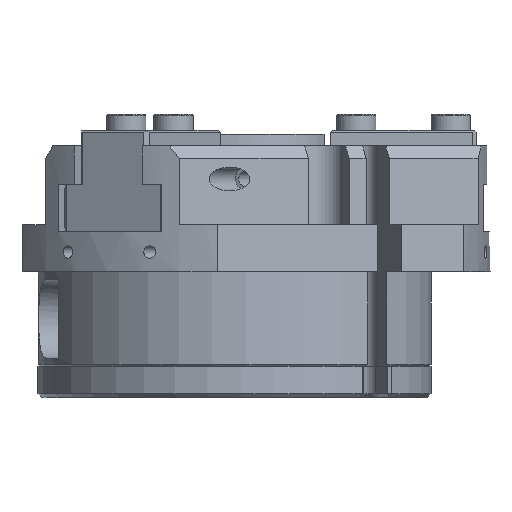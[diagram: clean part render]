
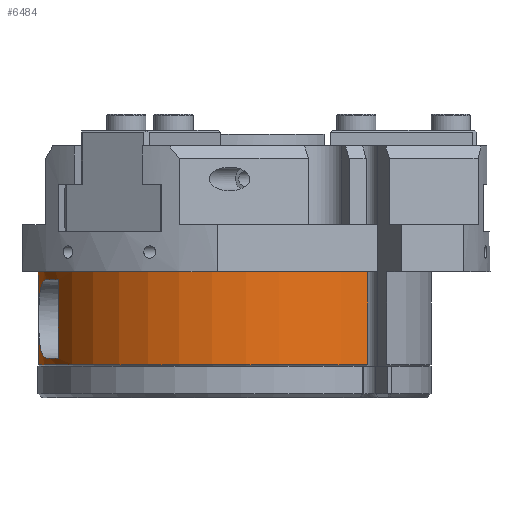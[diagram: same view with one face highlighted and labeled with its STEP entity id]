
A CAD part, front view. The second image highlights one B-rep face of the part: STEP entity #6484.
In plain terms, the highlighted cylindrical face has radius 25 mm (diameter 50 mm), a partial arc.
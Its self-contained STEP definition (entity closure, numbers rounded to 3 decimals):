
#420=FACE_BOUND('',#1129,.T.);
#421=FACE_BOUND('',#1130,.T.);
#562=B_SPLINE_CURVE_WITH_KNOTS('',3,(#10864,#10865,#10866,#10867,#10868,
#10869,#10870,#10871,#10872,#10873,#10874,#10875,#10876,#10877,#10878,#10879,
#10880,#10881),.UNSPECIFIED.,.F.,.F.,(4,2,2,2,2,2,2,2,4),(0.787,
0.981,1.174,1.362,1.55,1.738,
1.926,2.12,2.314),.UNSPECIFIED.);
#563=B_SPLINE_CURVE_WITH_KNOTS('',3,(#10900,#10901,#10902,#10903,#10904,
#10905,#10906,#10907,#10908,#10909,#10910,#10911,#10912,#10913,#10914,#10915,
#10916,#10917,#10918),.UNSPECIFIED.,.F.,.F.,(4,2,2,2,3,2,2,2,4),(2.337,
2.531,2.725,2.913,3.101,3.289,
3.477,3.67,3.864),.UNSPECIFIED.);
#742=FACE_OUTER_BOUND('',#1128,.T.);
#1128=EDGE_LOOP('',(#5018,#5019,#5020,#5021));
#1129=EDGE_LOOP('',(#5022,#5023,#5024,#5025));
#1130=EDGE_LOOP('',(#5026,#5027,#5028,#5029));
#1531=LINE('',#10726,#2036);
#1559=LINE('',#10890,#2064);
#1564=LINE('',#10927,#2069);
#1585=LINE('',#10977,#2090);
#2036=VECTOR('',#7920,10.);
#2064=VECTOR('',#8088,10.);
#2069=VECTOR('',#8107,10.);
#2090=VECTOR('',#8156,10.);
#2516=CIRCLE('',#6989,25.);
#2549=CIRCLE('',#7055,25.);
#2551=CIRCLE('',#7059,25.);
#2552=CIRCLE('',#7062,25.);
#2554=CIRCLE('',#7066,25.);
#2558=CIRCLE('',#7086,25.);
#2991=VERTEX_POINT('',#10715);
#2992=VERTEX_POINT('',#10719);
#2993=VERTEX_POINT('',#10725);
#3036=VERTEX_POINT('',#10856);
#3037=VERTEX_POINT('',#10857);
#3039=VERTEX_POINT('',#10863);
#3041=VERTEX_POINT('',#10886);
#3042=VERTEX_POINT('',#10892);
#3043=VERTEX_POINT('',#10893);
#3045=VERTEX_POINT('',#10899);
#3047=VERTEX_POINT('',#10923);
#3062=VERTEX_POINT('',#10975);
#3704=EDGE_CURVE('',#2992,#2991,#2516,.T.);
#3705=EDGE_CURVE('',#2993,#2991,#1531,.T.);
#3764=EDGE_CURVE('',#3036,#3037,#2549,.T.);
#3767=EDGE_CURVE('',#3037,#3039,#562,.T.);
#3770=EDGE_CURVE('',#3039,#3041,#2551,.T.);
#3772=EDGE_CURVE('',#3041,#3036,#1559,.T.);
#3773=EDGE_CURVE('',#3042,#3043,#2552,.T.);
#3776=EDGE_CURVE('',#3043,#3045,#563,.T.);
#3779=EDGE_CURVE('',#3045,#3047,#2554,.T.);
#3781=EDGE_CURVE('',#3047,#3042,#1564,.T.);
#3806=EDGE_CURVE('',#2992,#3062,#1585,.T.);
#3814=EDGE_CURVE('',#2993,#3062,#2558,.T.);
#5018=ORIENTED_EDGE('',*,*,#3704,.F.);
#5019=ORIENTED_EDGE('',*,*,#3806,.T.);
#5020=ORIENTED_EDGE('',*,*,#3814,.F.);
#5021=ORIENTED_EDGE('',*,*,#3705,.T.);
#5022=ORIENTED_EDGE('',*,*,#3770,.T.);
#5023=ORIENTED_EDGE('',*,*,#3772,.T.);
#5024=ORIENTED_EDGE('',*,*,#3764,.T.);
#5025=ORIENTED_EDGE('',*,*,#3767,.T.);
#5026=ORIENTED_EDGE('',*,*,#3779,.T.);
#5027=ORIENTED_EDGE('',*,*,#3781,.T.);
#5028=ORIENTED_EDGE('',*,*,#3773,.T.);
#5029=ORIENTED_EDGE('',*,*,#3776,.T.);
#6305=CYLINDRICAL_SURFACE('',#7085,25.);
#6484=ADVANCED_FACE('',(#742,#420,#421),#6305,.T.);
#6989=AXIS2_PLACEMENT_3D('',#10723,#7916,#7917);
#7055=AXIS2_PLACEMENT_3D('',#10858,#8072,#8073);
#7059=AXIS2_PLACEMENT_3D('',#10887,#8083,#8084);
#7062=AXIS2_PLACEMENT_3D('',#10894,#8091,#8092);
#7066=AXIS2_PLACEMENT_3D('',#10924,#8102,#8103);
#7085=AXIS2_PLACEMENT_3D('',#10992,#8170,#8171);
#7086=AXIS2_PLACEMENT_3D('',#10993,#8172,#8173);
#7916=DIRECTION('center_axis',(0.,0.,-1.));
#7917=DIRECTION('ref_axis',(-1.,0.,0.));
#7920=DIRECTION('',(0.,0.,-1.));
#8072=DIRECTION('center_axis',(0.,0.,1.));
#8073=DIRECTION('ref_axis',(-1.,0.,0.));
#8083=DIRECTION('center_axis',(0.,0.,-1.));
#8084=DIRECTION('ref_axis',(-1.,0.,0.));
#8088=DIRECTION('',(0.,0.,1.));
#8091=DIRECTION('center_axis',(0.,0.,-1.));
#8092=DIRECTION('ref_axis',(-1.,0.,0.));
#8102=DIRECTION('center_axis',(0.,0.,1.));
#8103=DIRECTION('ref_axis',(-1.,0.,0.));
#8107=DIRECTION('',(0.,0.,-1.));
#8156=DIRECTION('',(0.,0.,1.));
#8170=DIRECTION('center_axis',(0.,0.,1.));
#8171=DIRECTION('ref_axis',(-1.,0.,0.));
#8172=DIRECTION('center_axis',(0.,0.,1.));
#8173=DIRECTION('ref_axis',(-1.,0.,0.));
#10715=CARTESIAN_POINT('',(16.952,18.375,0.2));
#10719=CARTESIAN_POINT('',(16.952,-18.375,0.2));
#10723=CARTESIAN_POINT('Origin',(0.,0.,0.2));
#10725=CARTESIAN_POINT('',(16.952,18.375,12.));
#10726=CARTESIAN_POINT('',(16.952,18.375,0.));
#10856=CARTESIAN_POINT('',(-22.4,11.101,11.));
#10857=CARTESIAN_POINT('',(-23.848,7.5,11.));
#10858=CARTESIAN_POINT('Origin',(0.,0.,11.));
#10863=CARTESIAN_POINT('',(-23.848,7.5,1.));
#10864=CARTESIAN_POINT('Ctrl Pts',(-23.848,7.5,11.));
#10865=CARTESIAN_POINT('Ctrl Pts',(-24.042,6.884,11.));
#10866=CARTESIAN_POINT('Ctrl Pts',(-24.223,6.217,10.879));
#10867=CARTESIAN_POINT('Ctrl Pts',(-24.508,4.978,10.369));
#10868=CARTESIAN_POINT('Ctrl Pts',(-24.613,4.406,9.98));
#10869=CARTESIAN_POINT('Ctrl Pts',(-24.756,3.515,9.083));
#10870=CARTESIAN_POINT('Ctrl Pts',(-24.804,3.133,8.523));
#10871=CARTESIAN_POINT('Ctrl Pts',(-24.863,2.625,7.295));
#10872=CARTESIAN_POINT('Ctrl Pts',(-24.875,2.5,6.627));
#10873=CARTESIAN_POINT('Ctrl Pts',(-24.875,2.5,5.373));
#10874=CARTESIAN_POINT('Ctrl Pts',(-24.863,2.625,4.705));
#10875=CARTESIAN_POINT('Ctrl Pts',(-24.804,3.133,3.477));
#10876=CARTESIAN_POINT('Ctrl Pts',(-24.756,3.515,2.917));
#10877=CARTESIAN_POINT('Ctrl Pts',(-24.613,4.406,2.02));
#10878=CARTESIAN_POINT('Ctrl Pts',(-24.508,4.978,1.631));
#10879=CARTESIAN_POINT('Ctrl Pts',(-24.223,6.217,1.121));
#10880=CARTESIAN_POINT('Ctrl Pts',(-24.042,6.884,1.));
#10881=CARTESIAN_POINT('Ctrl Pts',(-23.848,7.5,1.));
#10886=CARTESIAN_POINT('',(-22.4,11.101,1.));
#10887=CARTESIAN_POINT('Origin',(0.,0.,1.));
#10890=CARTESIAN_POINT('',(-22.4,11.101,0.));
#10892=CARTESIAN_POINT('',(-22.4,-11.101,1.));
#10893=CARTESIAN_POINT('',(-23.848,-7.5,1.));
#10894=CARTESIAN_POINT('Origin',(0.,0.,1.));
#10899=CARTESIAN_POINT('',(-23.848,-7.5,11.));
#10900=CARTESIAN_POINT('Ctrl Pts',(-23.848,-7.5,1.));
#10901=CARTESIAN_POINT('Ctrl Pts',(-24.042,-6.884,
1.));
#10902=CARTESIAN_POINT('Ctrl Pts',(-24.223,-6.217,
1.121));
#10903=CARTESIAN_POINT('Ctrl Pts',(-24.508,-4.978,
1.631));
#10904=CARTESIAN_POINT('Ctrl Pts',(-24.613,-4.406,
2.02));
#10905=CARTESIAN_POINT('Ctrl Pts',(-24.756,-3.515,
2.917));
#10906=CARTESIAN_POINT('Ctrl Pts',(-24.804,-3.133,
3.477));
#10907=CARTESIAN_POINT('Ctrl Pts',(-24.863,-2.625,
4.705));
#10908=CARTESIAN_POINT('Ctrl Pts',(-24.875,-2.5,5.373));
#10909=CARTESIAN_POINT('Ctrl Pts',(-24.875,-2.5,6.));
#10910=CARTESIAN_POINT('Ctrl Pts',(-24.875,-2.5,6.627));
#10911=CARTESIAN_POINT('Ctrl Pts',(-24.863,-2.625,
7.295));
#10912=CARTESIAN_POINT('Ctrl Pts',(-24.804,-3.133,
8.523));
#10913=CARTESIAN_POINT('Ctrl Pts',(-24.756,-3.515,
9.083));
#10914=CARTESIAN_POINT('Ctrl Pts',(-24.613,-4.406,
9.98));
#10915=CARTESIAN_POINT('Ctrl Pts',(-24.508,-4.978,
10.369));
#10916=CARTESIAN_POINT('Ctrl Pts',(-24.223,-6.217,
10.879));
#10917=CARTESIAN_POINT('Ctrl Pts',(-24.042,-6.884,
11.));
#10918=CARTESIAN_POINT('Ctrl Pts',(-23.848,-7.5,11.));
#10923=CARTESIAN_POINT('',(-22.4,-11.101,11.));
#10924=CARTESIAN_POINT('Origin',(0.,0.,11.));
#10927=CARTESIAN_POINT('',(-22.4,-11.101,0.));
#10975=CARTESIAN_POINT('',(16.952,-18.375,12.));
#10977=CARTESIAN_POINT('',(16.952,-18.375,0.));
#10992=CARTESIAN_POINT('Origin',(0.,0.,0.));
#10993=CARTESIAN_POINT('Origin',(0.,0.,12.));
